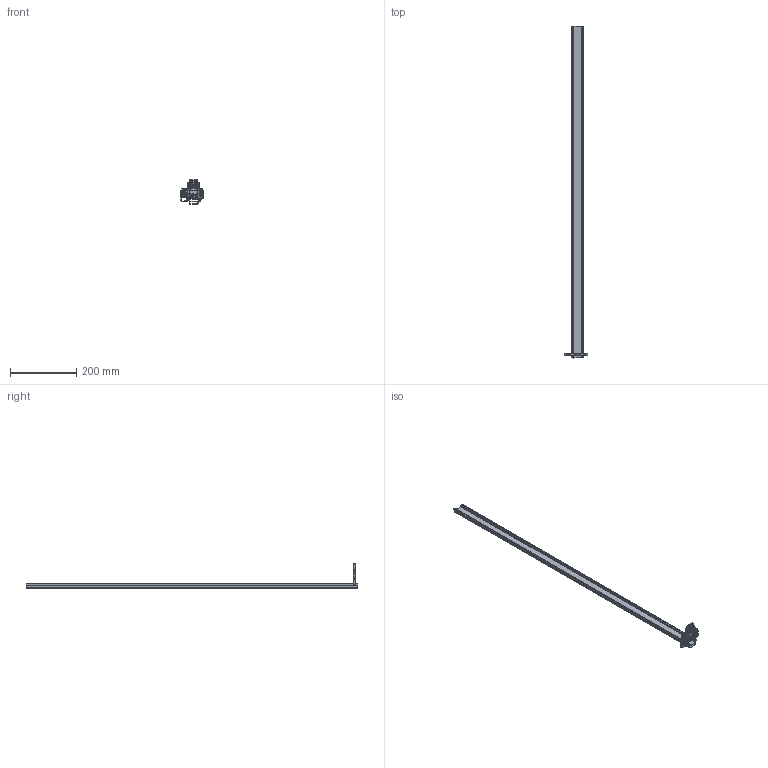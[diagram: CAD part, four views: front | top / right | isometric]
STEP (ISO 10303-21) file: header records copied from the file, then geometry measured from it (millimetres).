
FILE_DESCRIPTION(/* description */ ('Unknown'),/* implementation_level */ '2;1');
FILE_NAME(/* name */ 'CYDL4',/* time_stamp */ '2020-11-06T13:00:12+06:00',/* author */ ('Unknown'),/* organization */ ('Unknown'),/* preprocessor_version */ 'ST-DEVELOPER v16.7',/* originating_system */ 'DEX',/* authorisation */ $);
FILE_SCHEMA (('AP242_MANAGED_MODEL_BASED_3D_ENGINEERING_MIM_LF { 1 0 10303 442 20130219 1 4 }'));
Products named in the file (8): CYDL4; CYDL4_Bottom current bar_CC6503152; CYDL4_Top current bar_CC6503151_Rev 1; CYDL4_Housing_CH635100_Rev 1; CTS4UN_Clamping Yoke_CC600292..; CTS4UN_Clamping Screw Thread; CA701-1M; CA701-15-1M
Assembly tree (13 placements, depth 2):
  CYDL4
    CYDL4_Bottom current bar_CC6503152
    CYDL4_Top current bar_CC6503151_Rev 1
    CYDL4_Housing_CH635100_Rev 1
    CTS4UN_Clamping Yoke_CC600292..  x4
    CTS4UN_Clamping Screw Thread  x4
    CA701-1M
    CA701-15-1M
Bounding box: 70.5 x 1000 x 73.4 mm (x, y, z)
Volume: 142039.1 mm3; surface area: 232425.2 mm2
Topology: 13 solids, 13 shells, 3668 faces, 10313 edges, 6776 vertices
Faces by surface type: plane 2084, cylinder 913, bspline 310, cone 272, torus 87, sphere 2
Full cylindrical faces by diameter (mm): 1.4 x1, 1.7 x1, 2.459 x4, 2.5 x4, 3.1 x4, 3.6 x4, 4.15 x4, 4.4 x4, 4.5 x4
Entity records: 135813 total; most frequent: CARTESIAN_POINT 31563, ORIENTED_EDGE 18358, DIRECTION 16718, EDGE_CURVE 9179, LINE 6168, VECTOR 6168, VERTEX_POINT 6077, AXIS2_PLACEMENT_3D 5275
